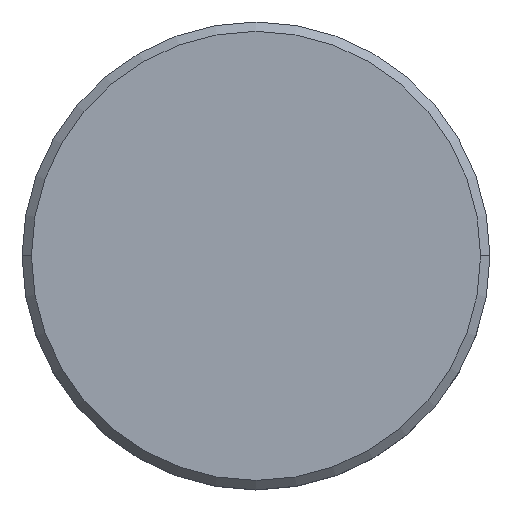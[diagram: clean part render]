
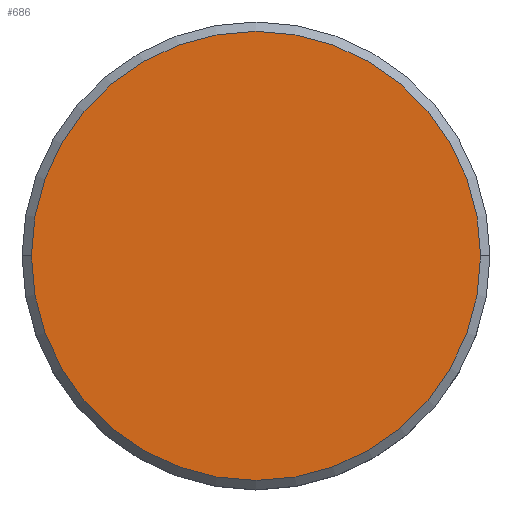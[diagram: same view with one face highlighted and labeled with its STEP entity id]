
A CAD part, top view. The second image highlights one B-rep face of the part: STEP entity #686.
In plain terms, the highlighted planar face has unit normal (0, 0, 1).
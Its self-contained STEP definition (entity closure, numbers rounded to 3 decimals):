
#14 = CIRCLE ( 'NONE', #684, 12. ) ;
#98 = DIRECTION ( 'NONE',  ( 0., 0., 1. ) ) ;
#189 = CARTESIAN_POINT ( 'NONE',  ( 0., 0., 0. ) ) ;
#193 = PLANE ( 'NONE',  #858 ) ;
#219 = VERTEX_POINT ( 'NONE', #1038 ) ;
#300 = CIRCLE ( 'NONE', #949, 12. ) ;
#309 = CARTESIAN_POINT ( 'NONE',  ( -12., 0., 0. ) ) ;
#354 = DIRECTION ( 'NONE',  ( 1., 0., 0. ) ) ;
#357 = EDGE_CURVE ( 'NONE', #412, #219, #14, .T. ) ;
#412 = VERTEX_POINT ( 'NONE', #309 ) ;
#469 = DIRECTION ( 'NONE',  ( 1., 0., 0. ) ) ;
#481 = ORIENTED_EDGE ( 'NONE', *, *, #357, .T. ) ;
#620 = EDGE_CURVE ( 'NONE', #219, #412, #300, .T. ) ;
#623 = DIRECTION ( 'NONE',  ( 0., 0., 1. ) ) ;
#635 = DIRECTION ( 'NONE',  ( 0., 0., 1. ) ) ;
#637 = FACE_OUTER_BOUND ( 'NONE', #748, .T. ) ;
#684 = AXIS2_PLACEMENT_3D ( 'NONE', #189, #635, #469 ) ;
#686 = ADVANCED_FACE ( 'NONE', ( #637 ), #193, .T. ) ;
#748 = EDGE_LOOP ( 'NONE', ( #481, #797 ) ) ;
#797 = ORIENTED_EDGE ( 'NONE', *, *, #620, .T. ) ;
#858 = AXIS2_PLACEMENT_3D ( 'NONE', #922, #98, #354 ) ;
#922 = CARTESIAN_POINT ( 'NONE',  ( 0., 0., 0. ) ) ;
#949 = AXIS2_PLACEMENT_3D ( 'NONE', #1139, #623, #1065 ) ;
#1038 = CARTESIAN_POINT ( 'NONE',  ( 12., 0., 0. ) ) ;
#1065 = DIRECTION ( 'NONE',  ( 1., 0., 0. ) ) ;
#1139 = CARTESIAN_POINT ( 'NONE',  ( 0., 0., 0. ) ) ;
